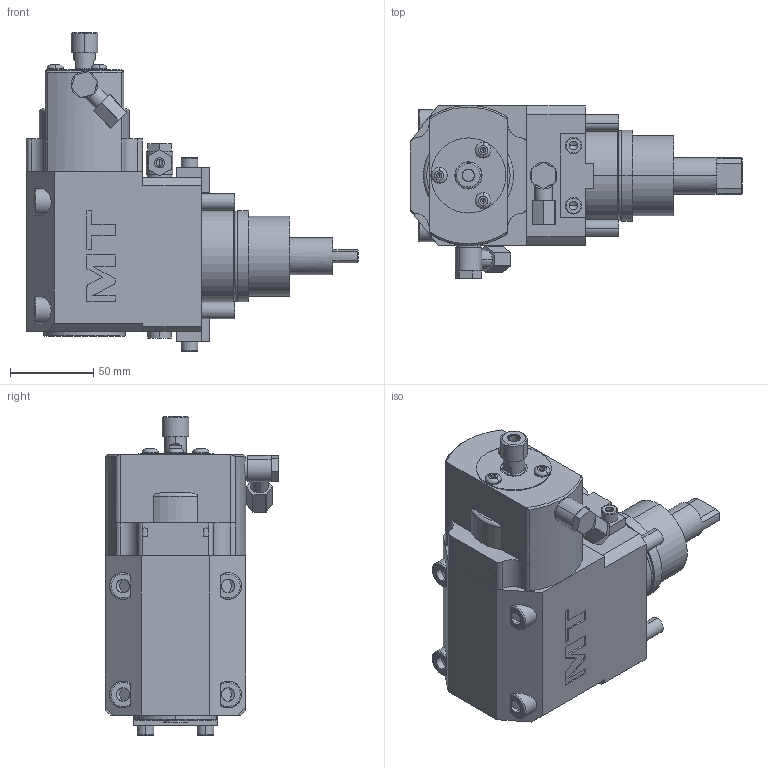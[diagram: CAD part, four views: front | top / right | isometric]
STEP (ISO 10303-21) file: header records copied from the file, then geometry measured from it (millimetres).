
FILE_DESCRIPTION((''),'2;1');
FILE_NAME('0460011_CONF','2024-12-09T11:34:50',('fpalella'),('M.T. srl'),'CREO PARAMETRIC BY PTC INC, 2023352','CREO PARAMETRIC BY PTC INC, 2023352','');
FILE_SCHEMA(('CONFIG_CONTROL_DESIGN'));
Length unit declared in the file: millimetre
Products named in the file (1): 0460011_CONF
Bounding box: 198.9 x 103.7 x 191 mm (x, y, z)
Volume: 1211762.8 mm3; surface area: 91434.9 mm2
Topology: 1 solids, 1 shells, 431 faces, 1050 edges, 668 vertices
Faces by surface type: plane 220, cylinder 139, cone 38, torus 30, extrusion 4
Entity records: 13844 total; most frequent: CARTESIAN_POINT 3549, DIRECTION 2194, ORIENTED_EDGE 2084, EDGE_CURVE 1042, AXIS2_PLACEMENT_3D 813, VERTEX_POINT 668, VECTOR 568, LINE 564
